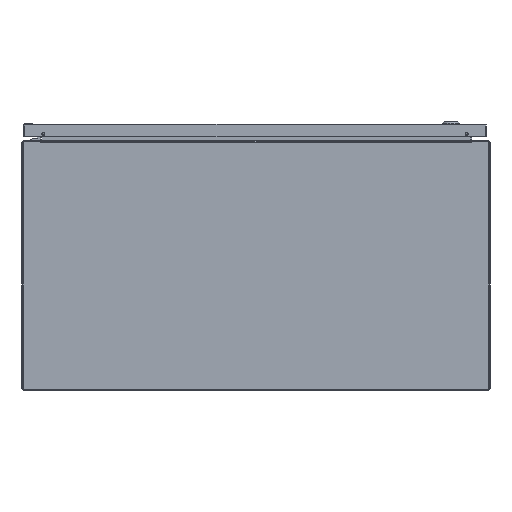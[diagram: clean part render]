
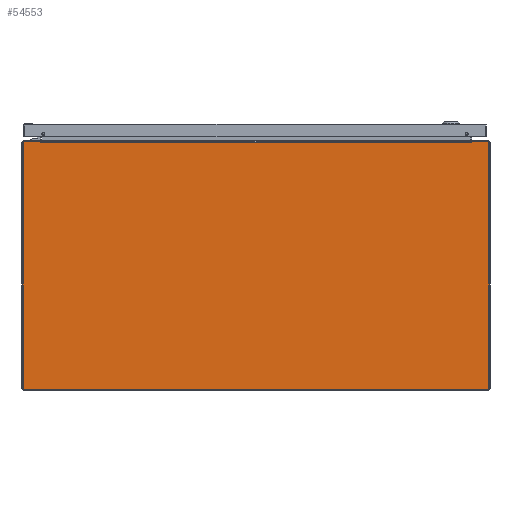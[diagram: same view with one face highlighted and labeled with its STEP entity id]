
A CAD part, front view. The second image highlights one B-rep face of the part: STEP entity #54553.
In plain terms, the highlighted planar face has unit normal (0, -1, 0).
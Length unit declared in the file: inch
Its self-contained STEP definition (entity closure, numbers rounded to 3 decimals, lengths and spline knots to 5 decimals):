
#72 = VERTEX_POINT ( 'NONE', #80338 ) ;
#1600 = AXIS2_PLACEMENT_3D ( 'NONE', #51446, #107884, #168663 ) ;
#3797 = CARTESIAN_POINT ( 'NONE',  ( 13.82312, -18., 7.937 ) ) ;
#4247 = FACE_OUTER_BOUND ( 'NONE', #52884, .T. ) ;
#4335 = EDGE_CURVE ( 'NONE', #131817, #39408, #181745, .T. ) ;
#10027 = CARTESIAN_POINT ( 'NONE',  ( 13.80579, -18., 7.883 ) ) ;
#10310 = LINE ( 'NONE', #80603, #180678 ) ;
#10385 = VERTEX_POINT ( 'NONE', #18239 ) ;
#11445 = ORIENTED_EDGE ( 'NONE', *, *, #94276, .F. ) ;
#11587 = CARTESIAN_POINT ( 'NONE',  ( 14.857, -18., -7.857 ) ) ;
#12644 = ORIENTED_EDGE ( 'NONE', *, *, #4335, .T. ) ;
#16465 = CARTESIAN_POINT ( 'NONE',  ( -13.8136, -18., 7.883 ) ) ;
#17279 = CARTESIAN_POINT ( 'NONE',  ( 14.937, -18., 0. ) ) ;
#17528 = CARTESIAN_POINT ( 'NONE',  ( -14.937, -18., 7.857 ) ) ;
#18239 = CARTESIAN_POINT ( 'NONE',  ( 14.937, -18., 7.857 ) ) ;
#20038 = PLANE ( 'NONE',  #129484 ) ;
#23803 = EDGE_CURVE ( 'NONE', #30586, #81309, #165371, .T. ) ;
#23979 = LINE ( 'NONE', #10027, #171009 ) ;
#24422 = VECTOR ( 'NONE', #39556, 39.37008 ) ;
#24987 = CIRCLE ( 'NONE', #54360, 0.08 ) ;
#27701 = CARTESIAN_POINT ( 'NONE',  ( 0., -18., 7.883 ) ) ;
#29230 = DIRECTION ( 'NONE',  ( 0., 0., -1. ) ) ;
#30055 = CARTESIAN_POINT ( 'NONE',  ( -13.80579, -18., 7.883 ) ) ;
#30586 = VERTEX_POINT ( 'NONE', #146129 ) ;
#30646 = VECTOR ( 'NONE', #29230, 39.37008 ) ;
#31318 = ORIENTED_EDGE ( 'NONE', *, *, #154255, .T. ) ;
#32060 = DIRECTION ( 'NONE',  ( 0., 0., -1. ) ) ;
#32935 = DIRECTION ( 'NONE',  ( 0., 0., 1. ) ) ;
#38520 = CARTESIAN_POINT ( 'NONE',  ( 14.937, -18., -7.857 ) ) ;
#39408 = VERTEX_POINT ( 'NONE', #57728 ) ;
#39556 = DIRECTION ( 'NONE',  ( -0.174, 0., -0.985 ) ) ;
#40069 = VERTEX_POINT ( 'NONE', #64528 ) ;
#41976 = VERTEX_POINT ( 'NONE', #16465 ) ;
#50163 = DIRECTION ( 'NONE',  ( -1., 0., 0. ) ) ;
#51446 = CARTESIAN_POINT ( 'NONE',  ( -14.857, -18., -7.857 ) ) ;
#52884 = EDGE_LOOP ( 'NONE', ( #118168, #72903, #81824, #169115, #12644, #147432, #171713, #111741, #125244, #119974, #77034, #31318, #91710, #11445 ) ) ;
#53070 = VERTEX_POINT ( 'NONE', #55300 ) ;
#54360 = AXIS2_PLACEMENT_3D ( 'NONE', #121968, #147823, #91540 ) ;
#54553 = ADVANCED_FACE ( 'NONE', ( #4247 ), #20038, .T. ) ;
#54863 = CARTESIAN_POINT ( 'NONE',  ( -13.81836, -18., 7.91 ) ) ;
#55300 = CARTESIAN_POINT ( 'NONE',  ( 14.857, -18., 7.937 ) ) ;
#57728 = CARTESIAN_POINT ( 'NONE',  ( 14.857, -18., -7.937 ) ) ;
#64528 = CARTESIAN_POINT ( 'NONE',  ( -13.82312, -18., 7.937 ) ) ;
#67974 = DIRECTION ( 'NONE',  ( 0., 0., -1. ) ) ;
#70419 = CIRCLE ( 'NONE', #76393, 0.08 ) ;
#72903 = ORIENTED_EDGE ( 'NONE', *, *, #23803, .T. ) ;
#76393 = AXIS2_PLACEMENT_3D ( 'NONE', #11587, #124360, #67974 ) ;
#76421 = DIRECTION ( 'NONE',  ( 0., -1., 0. ) ) ;
#77034 = ORIENTED_EDGE ( 'NONE', *, *, #174394, .T. ) ;
#77152 = DIRECTION ( 'NONE',  ( -1., 0., 0. ) ) ;
#80338 = CARTESIAN_POINT ( 'NONE',  ( 13.8136, -18., 7.883 ) ) ;
#80603 = CARTESIAN_POINT ( 'NONE',  ( 0., -18., 7.937 ) ) ;
#81309 = VERTEX_POINT ( 'NONE', #17528 ) ;
#81683 = VERTEX_POINT ( 'NONE', #3797 ) ;
#81824 = ORIENTED_EDGE ( 'NONE', *, *, #100979, .T. ) ;
#82216 = DIRECTION ( 'NONE',  ( -1., 0., 0. ) ) ;
#91540 = DIRECTION ( 'NONE',  ( 0., 0., -1. ) ) ;
#91710 = ORIENTED_EDGE ( 'NONE', *, *, #144546, .F. ) ;
#93294 = VECTOR ( 'NONE', #97363, 39.37008 ) ;
#93702 = CARTESIAN_POINT ( 'NONE',  ( 0., -18., 7.937 ) ) ;
#93969 = VECTOR ( 'NONE', #82216, 39.37008 ) ;
#94276 = EDGE_CURVE ( 'NONE', #40069, #41976, #128703, .T. ) ;
#96973 = LINE ( 'NONE', #27701, #93969 ) ;
#97363 = DIRECTION ( 'NONE',  ( 0.174, 0., -0.985 ) ) ;
#100979 = EDGE_CURVE ( 'NONE', #81309, #123582, #140929, .T. ) ;
#107884 = DIRECTION ( 'NONE',  ( 0., -1., 0. ) ) ;
#111295 = DIRECTION ( 'NONE',  ( 0., -1., 0. ) ) ;
#111741 = ORIENTED_EDGE ( 'NONE', *, *, #169691, .T. ) ;
#115079 = DIRECTION ( 'NONE',  ( 1., 0., 0. ) ) ;
#116165 = CARTESIAN_POINT ( 'NONE',  ( 0., -18., 0. ) ) ;
#118168 = ORIENTED_EDGE ( 'NONE', *, *, #134525, .T. ) ;
#118186 = AXIS2_PLACEMENT_3D ( 'NONE', #181368, #111295, #167532 ) ;
#118873 = CARTESIAN_POINT ( 'NONE',  ( -14.857, -18., -7.937 ) ) ;
#119974 = ORIENTED_EDGE ( 'NONE', *, *, #131628, .T. ) ;
#121968 = CARTESIAN_POINT ( 'NONE',  ( 14.857, -18., 7.857 ) ) ;
#122396 = EDGE_CURVE ( 'NONE', #53070, #81683, #10310, .T. ) ;
#123380 = LINE ( 'NONE', #30055, #162456 ) ;
#123582 = VERTEX_POINT ( 'NONE', #131029 ) ;
#123617 = CARTESIAN_POINT ( 'NONE',  ( 13.81836, -18., 7.91 ) ) ;
#124360 = DIRECTION ( 'NONE',  ( 0., -1., 0. ) ) ;
#125244 = ORIENTED_EDGE ( 'NONE', *, *, #122396, .T. ) ;
#128703 = LINE ( 'NONE', #54863, #93294 ) ;
#129484 = AXIS2_PLACEMENT_3D ( 'NONE', #116165, #76421, #32060 ) ;
#131029 = CARTESIAN_POINT ( 'NONE',  ( -14.937, -18., -7.857 ) ) ;
#131628 = EDGE_CURVE ( 'NONE', #81683, #72, #166103, .T. ) ;
#131817 = VERTEX_POINT ( 'NONE', #118873 ) ;
#134525 = EDGE_CURVE ( 'NONE', #40069, #30586, #177745, .T. ) ;
#135264 = EDGE_CURVE ( 'NONE', #123582, #131817, #175761, .T. ) ;
#140929 = LINE ( 'NONE', #155729, #30646 ) ;
#143319 = VERTEX_POINT ( 'NONE', #163748 ) ;
#144546 = EDGE_CURVE ( 'NONE', #41976, #153018, #123380, .T. ) ;
#146129 = CARTESIAN_POINT ( 'NONE',  ( -14.857, -18., 7.937 ) ) ;
#147432 = ORIENTED_EDGE ( 'NONE', *, *, #173846, .T. ) ;
#147823 = DIRECTION ( 'NONE',  ( 0., -1., 0. ) ) ;
#153018 = VERTEX_POINT ( 'NONE', #182497 ) ;
#154033 = VECTOR ( 'NONE', #170627, 39.37008 ) ;
#154255 = EDGE_CURVE ( 'NONE', #143319, #153018, #96973, .T. ) ;
#155729 = CARTESIAN_POINT ( 'NONE',  ( -14.937, -18., 0. ) ) ;
#157574 = EDGE_CURVE ( 'NONE', #160543, #10385, #160360, .T. ) ;
#160360 = LINE ( 'NONE', #17279, #174499 ) ;
#160543 = VERTEX_POINT ( 'NONE', #38520 ) ;
#162456 = VECTOR ( 'NONE', #115079, 39.37008 ) ;
#163748 = CARTESIAN_POINT ( 'NONE',  ( 13.798, -18., 7.883 ) ) ;
#165291 = DIRECTION ( 'NONE',  ( -1., 0., 0. ) ) ;
#165371 = CIRCLE ( 'NONE', #118186, 0.08 ) ;
#166103 = LINE ( 'NONE', #123617, #24422 ) ;
#167532 = DIRECTION ( 'NONE',  ( 0., 0., -1. ) ) ;
#167908 = CARTESIAN_POINT ( 'NONE',  ( 0., -18., -7.937 ) ) ;
#168663 = DIRECTION ( 'NONE',  ( 0., 0., -1. ) ) ;
#169115 = ORIENTED_EDGE ( 'NONE', *, *, #135264, .T. ) ;
#169691 = EDGE_CURVE ( 'NONE', #10385, #53070, #24987, .T. ) ;
#170627 = DIRECTION ( 'NONE',  ( 1., 0., 0. ) ) ;
#171009 = VECTOR ( 'NONE', #165291, 39.37008 ) ;
#171713 = ORIENTED_EDGE ( 'NONE', *, *, #157574, .T. ) ;
#173846 = EDGE_CURVE ( 'NONE', #39408, #160543, #70419, .T. ) ;
#174394 = EDGE_CURVE ( 'NONE', #72, #143319, #23979, .T. ) ;
#174499 = VECTOR ( 'NONE', #32935, 39.37008 ) ;
#175761 = CIRCLE ( 'NONE', #1600, 0.08 ) ;
#177745 = LINE ( 'NONE', #93702, #181265 ) ;
#180678 = VECTOR ( 'NONE', #50163, 39.37008 ) ;
#181265 = VECTOR ( 'NONE', #77152, 39.37008 ) ;
#181368 = CARTESIAN_POINT ( 'NONE',  ( -14.857, -18., 7.857 ) ) ;
#181745 = LINE ( 'NONE', #167908, #154033 ) ;
#182497 = CARTESIAN_POINT ( 'NONE',  ( -13.798, -18., 7.883 ) ) ;
